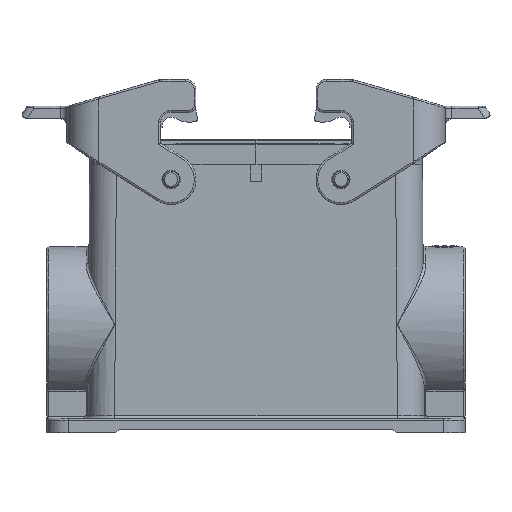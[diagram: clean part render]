
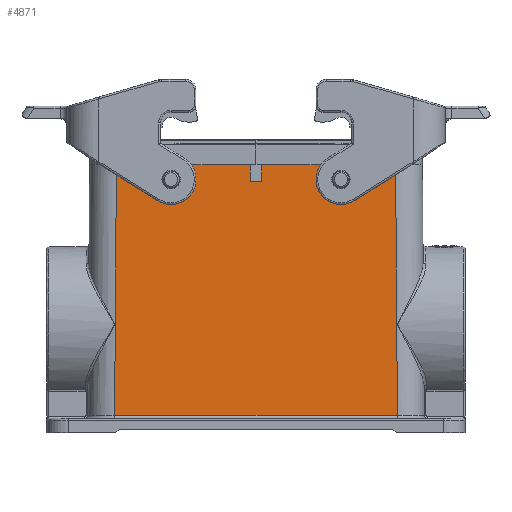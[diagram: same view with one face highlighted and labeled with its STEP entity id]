
A CAD part, front view. The second image highlights one B-rep face of the part: STEP entity #4871.
In plain terms, the highlighted planar face has unit normal (0, -1, 0.011).
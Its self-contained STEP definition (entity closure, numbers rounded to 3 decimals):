
#4871=ADVANCED_FACE('',(#5922),#5461,.T.);
#5461=PLANE('',#17480);
#5922=FACE_OUTER_BOUND('',#6621,.T.);
#6621=EDGE_LOOP('',(#8780,#8781,#8782,#8783,#8784,#8785,#8786,#8787,#8788,
#8789));
#8780=ORIENTED_EDGE('',*,*,#12982,.T.);
#8781=ORIENTED_EDGE('',*,*,#12983,.T.);
#8782=ORIENTED_EDGE('',*,*,#12984,.T.);
#8783=ORIENTED_EDGE('',*,*,#12985,.T.);
#8784=ORIENTED_EDGE('',*,*,#12870,.T.);
#8785=ORIENTED_EDGE('',*,*,#12986,.F.);
#8786=ORIENTED_EDGE('',*,*,#12987,.T.);
#8787=ORIENTED_EDGE('',*,*,#12988,.F.);
#8788=ORIENTED_EDGE('',*,*,#12872,.T.);
#8789=ORIENTED_EDGE('',*,*,#12989,.T.);
#11387=VERTEX_POINT('',#27159);
#11388=VERTEX_POINT('',#27161);
#11389=VERTEX_POINT('',#27165);
#11391=VERTEX_POINT('',#27168);
#11488=VERTEX_POINT('',#27557);
#11489=VERTEX_POINT('',#27558);
#11490=VERTEX_POINT('',#27560);
#11491=VERTEX_POINT('',#27562);
#11492=VERTEX_POINT('',#27565);
#11493=VERTEX_POINT('',#27567);
#12870=EDGE_CURVE('',#11387,#11388,#14410,.T.);
#12872=EDGE_CURVE('',#11391,#11389,#14412,.T.);
#12982=EDGE_CURVE('',#11488,#11489,#14476,.T.);
#12983=EDGE_CURVE('',#11489,#11490,#14477,.T.);
#12984=EDGE_CURVE('',#11490,#11491,#14478,.T.);
#12985=EDGE_CURVE('',#11491,#11387,#14479,.T.);
#12986=EDGE_CURVE('',#11492,#11388,#14480,.T.);
#12987=EDGE_CURVE('',#11492,#11493,#14481,.T.);
#12988=EDGE_CURVE('',#11391,#11493,#14482,.T.);
#12989=EDGE_CURVE('',#11389,#11488,#14483,.T.);
#14410=LINE('',#27162,#15315);
#14412=LINE('',#27167,#15317);
#14476=LINE('',#27556,#15381);
#14477=LINE('',#27559,#15382);
#14478=LINE('',#27561,#15383);
#14479=LINE('',#27563,#15384);
#14480=LINE('',#27564,#15385);
#14481=LINE('',#27566,#15386);
#14482=LINE('',#27568,#15387);
#14483=LINE('',#27569,#15388);
#15315=VECTOR('',#19493,1.);
#15317=VECTOR('',#19497,1.);
#15381=VECTOR('',#19637,1.);
#15382=VECTOR('',#19638,1.);
#15383=VECTOR('',#19639,1.);
#15384=VECTOR('',#19640,1.);
#15385=VECTOR('',#19641,1.);
#15386=VECTOR('',#19642,1.);
#15387=VECTOR('',#19643,1.);
#15388=VECTOR('',#19644,1.);
#17480=AXIS2_PLACEMENT_3D('',#27570,#19645,#19646);
#19493=DIRECTION('',(-1.,0.,0.));
#19497=DIRECTION('',(-1.,0.,0.));
#19637=DIRECTION('',(-0.007,-0.011,-1.));
#19638=DIRECTION('',(1.,0.,0.));
#19639=DIRECTION('',(-0.007,0.011,1.));
#19640=DIRECTION('',(-1.,0.,0.));
#19641=DIRECTION('',(0.,0.011,1.));
#19642=DIRECTION('',(-1.,0.,0.));
#19643=DIRECTION('',(0.,-0.011,-1.));
#19644=DIRECTION('',(-1.,0.,0.));
#19645=DIRECTION('',(0.,-1.,0.011));
#19646=DIRECTION('',(0.,-0.011,-1.));
#27159=CARTESIAN_POINT('',(39.012,-21.5,5.7));
#27161=CARTESIAN_POINT('',(1.6,-21.5,5.7));
#27162=CARTESIAN_POINT('',(57.,-21.5,5.7));
#27165=CARTESIAN_POINT('',(-39.012,-21.5,5.7));
#27167=CARTESIAN_POINT('',(57.,-21.5,5.7));
#27168=CARTESIAN_POINT('',(-1.6,-21.5,5.7));
#27556=CARTESIAN_POINT('',(-39.546,-22.292,-64.57));
#27557=CARTESIAN_POINT('',(-39.05,-21.5,5.7));
#27558=CARTESIAN_POINT('',(-39.545,-22.291,-64.459));
#27559=CARTESIAN_POINT('',(39.55,-22.291,-64.459));
#27560=CARTESIAN_POINT('',(39.545,-22.291,-64.459));
#27561=CARTESIAN_POINT('',(39.551,-22.301,-65.373));
#27562=CARTESIAN_POINT('',(39.05,-21.5,5.7));
#27563=CARTESIAN_POINT('',(57.,-21.5,5.7));
#27564=CARTESIAN_POINT('',(1.6,-22.3,-65.25));
#27565=CARTESIAN_POINT('',(1.6,-21.553,1.));
#27566=CARTESIAN_POINT('',(57.,-21.553,1.));
#27567=CARTESIAN_POINT('',(-1.6,-21.553,1.));
#27568=CARTESIAN_POINT('',(-1.6,-22.3,-65.25));
#27569=CARTESIAN_POINT('',(57.,-21.5,5.7));
#27570=CARTESIAN_POINT('',(57.,-22.3,-65.25));
